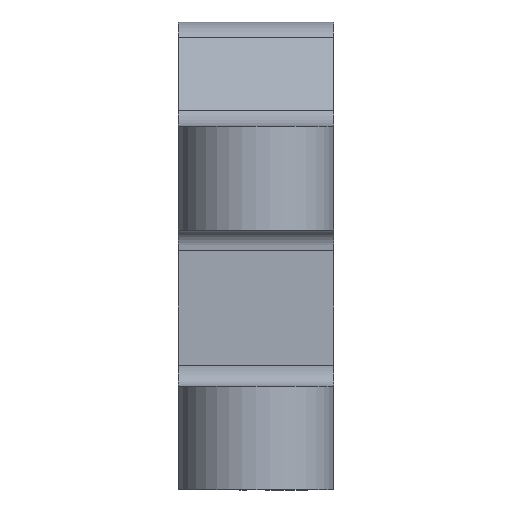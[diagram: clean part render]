
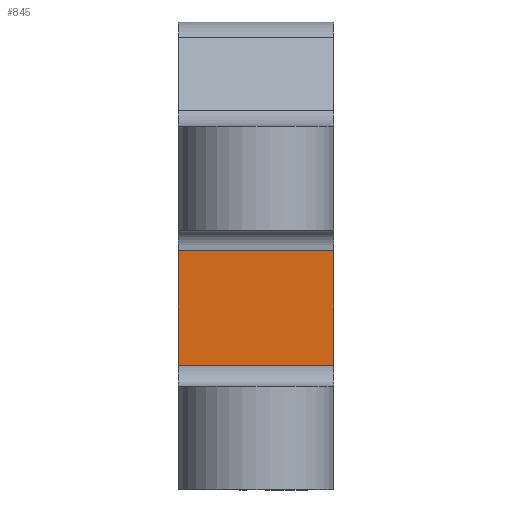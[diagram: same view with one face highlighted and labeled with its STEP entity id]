
A CAD part, left-side view. The second image highlights one B-rep face of the part: STEP entity #845.
In plain terms, the highlighted free-form (B-spline) face has degree [1, 1] with [2, 2] control points.
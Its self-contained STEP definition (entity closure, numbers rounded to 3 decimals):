
#22=LINE('',#1310,#78);
#27=LINE('',#1397,#83);
#34=LINE('',#1462,#90);
#35=LINE('',#1463,#91);
#78=VECTOR('',#1005,1000.);
#83=VECTOR('',#1010,1000.);
#90=VECTOR('',#1021,1000.);
#91=VECTOR('',#1022,1000.);
#134=B_SPLINE_SURFACE_WITH_KNOTS('',1,1,((#1458,#1459),(#1460,#1461)),
 .PLANE_SURF.,.F.,.F.,.F.,(2,2),(2,2),(0.,1.),(0.,1.),.UNSPECIFIED.);
#236=ORIENTED_EDGE('',*,*,#482,.T.);
#237=ORIENTED_EDGE('',*,*,#471,.T.);
#238=ORIENTED_EDGE('',*,*,#483,.F.);
#239=ORIENTED_EDGE('',*,*,#461,.T.);
#461=EDGE_CURVE('',#582,#580,#22,.T.);
#471=EDGE_CURVE('',#589,#591,#27,.T.);
#482=EDGE_CURVE('',#580,#589,#34,.T.);
#483=EDGE_CURVE('',#582,#591,#35,.T.);
#580=VERTEX_POINT('',#1308);
#582=VERTEX_POINT('',#1311);
#589=VERTEX_POINT('',#1385);
#591=VERTEX_POINT('',#1396);
#707=EDGE_LOOP('',(#236,#237,#238,#239));
#765=FACE_BOUND('',#707,.T.);
#845=ADVANCED_FACE('',(#765),#134,.F.);
#1005=DIRECTION('',(0.,1.,0.));
#1010=DIRECTION('',(0.,-1.,0.));
#1021=DIRECTION('',(0.,0.,-1.));
#1022=DIRECTION('',(0.,0.,-1.));
#1308=CARTESIAN_POINT('',(-25.65,7.5,1.071));
#1310=CARTESIAN_POINT('',(-25.65,3.75,1.071));
#1311=CARTESIAN_POINT('',(-25.65,0.,1.071));
#1385=CARTESIAN_POINT('',(-25.65,7.5,-4.429));
#1396=CARTESIAN_POINT('',(-25.65,0.,-4.429));
#1397=CARTESIAN_POINT('',(-25.65,3.75,-4.429));
#1458=CARTESIAN_POINT('',(-25.65,-0.375,1.346));
#1459=CARTESIAN_POINT('',(-25.65,7.875,1.346));
#1460=CARTESIAN_POINT('',(-25.65,-0.375,-4.704));
#1461=CARTESIAN_POINT('',(-25.65,7.875,-4.704));
#1462=CARTESIAN_POINT('',(-25.65,7.5,2.073));
#1463=CARTESIAN_POINT('',(-25.65,0.,2.073));
